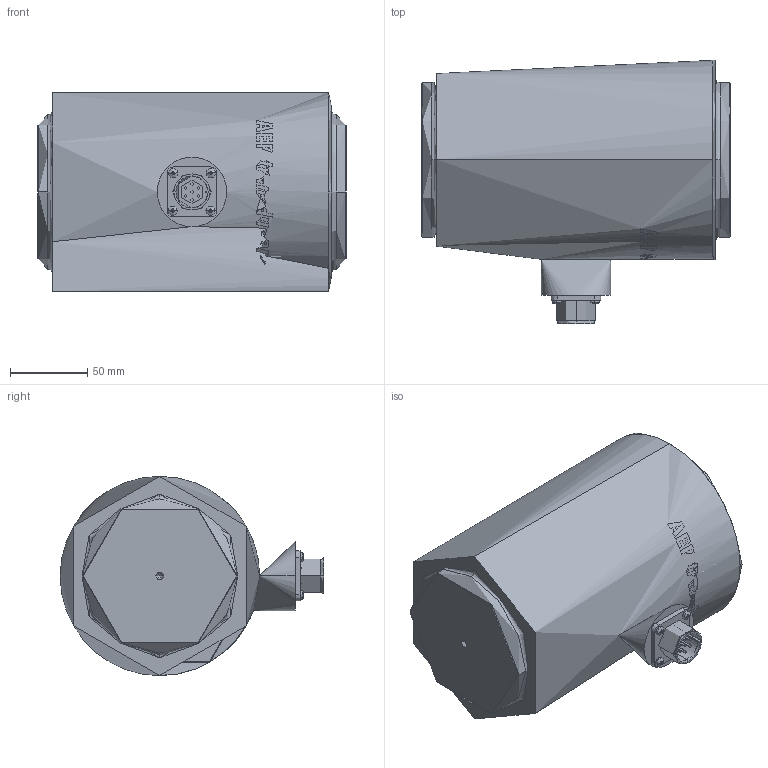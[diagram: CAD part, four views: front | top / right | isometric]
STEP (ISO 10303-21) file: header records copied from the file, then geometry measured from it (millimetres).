
FILE_DESCRIPTION(('STEP AP214'),'1');
FILE_NAME('CLF up to 3MN.stp','2015-05-18T07:54:28',(' '),(' '),'Spatial InterOp 3D',' ',' ');
FILE_SCHEMA(('automotive_design'));
Length unit declared in the file: metre
Products named in the file (1): MIL-C-5015 7P male
Bounding box: 200 x 170.85 x 129.2 mm (x, y, z)
Volume: 157.8 mm3
Topology: 6 solids, 87 shells, 354 faces, 902 edges, 642 vertices
Faces by surface type: plane 146, cylinder 94, cone 86, torus 20, sphere 8
Entity records: 15429 total; most frequent: CARTESIAN_POINT 3612, DIRECTION 1947, ORIENTED_EDGE 1924, EDGE_CURVE 962, AXIS2_PLACEMENT_3D 832, VERTEX_POINT 658, CIRCLE 476, EDGE_LOOP 398
